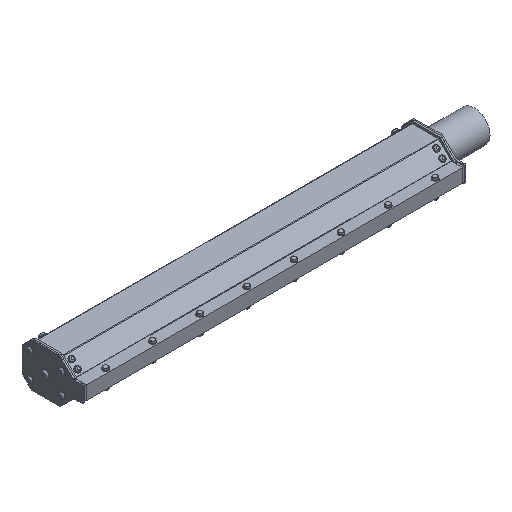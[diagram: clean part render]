
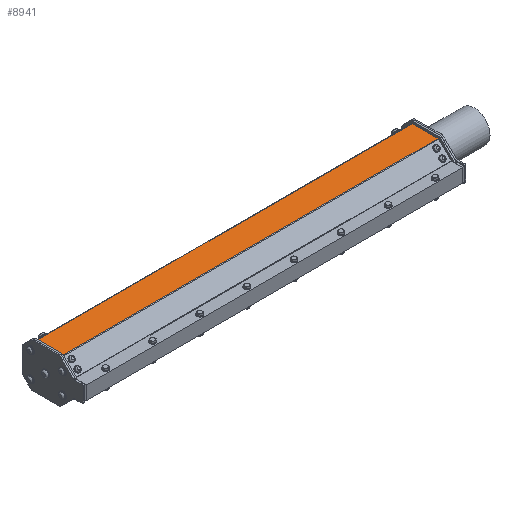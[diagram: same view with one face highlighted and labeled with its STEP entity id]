
A CAD part, isometric view. The second image highlights one B-rep face of the part: STEP entity #8941.
In plain terms, the highlighted planar face has unit normal (0, 0, 1).
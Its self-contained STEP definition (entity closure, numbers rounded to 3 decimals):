
#437=LINE('',#31636,#807);
#471=LINE('',#31749,#841);
#706=LINE('',#33150,#1076);
#708=LINE('',#33153,#1078);
#807=VECTOR('',#10423,0.394);
#841=VECTOR('',#10503,0.394);
#1076=VECTOR('',#11976,0.394);
#1078=VECTOR('',#11980,0.394);
#1313=PLANE('',#9916);
#2391=FACE_OUTER_BOUND('',#3186,.T.);
#3186=EDGE_LOOP('',(#7388,#7389,#7390,#7391));
#4109=VERTEX_POINT('',#31633);
#4110=VERTEX_POINT('',#31635);
#4165=VERTEX_POINT('',#31746);
#4166=VERTEX_POINT('',#31748);
#4958=EDGE_CURVE('',#4110,#4109,#437,.T.);
#5014=EDGE_CURVE('',#4165,#4166,#471,.T.);
#5594=EDGE_CURVE('',#4166,#4109,#706,.T.);
#5596=EDGE_CURVE('',#4110,#4165,#708,.T.);
#7388=ORIENTED_EDGE('',*,*,#5594,.F.);
#7389=ORIENTED_EDGE('',*,*,#5014,.F.);
#7390=ORIENTED_EDGE('',*,*,#5596,.F.);
#7391=ORIENTED_EDGE('',*,*,#4958,.T.);
#8941=ADVANCED_FACE('',(#2391),#1313,.T.);
#9916=AXIS2_PLACEMENT_3D('',#33152,#11978,#11979);
#10423=DIRECTION('',(0.,-1.,0.));
#10503=DIRECTION('',(0.,-1.,0.));
#11976=DIRECTION('',(-1.,0.,0.));
#11978=DIRECTION('center_axis',(0.,0.,
1.));
#11979=DIRECTION('ref_axis',(0.,-1.,0.));
#11980=DIRECTION('',(1.,0.,0.));
#31633=CARTESIAN_POINT('',(-0.381,0.241,1.917));
#31635=CARTESIAN_POINT('',(-0.381,1.879,1.917));
#31636=CARTESIAN_POINT('',(-0.381,1.904,1.917));
#31746=CARTESIAN_POINT('',(23.619,1.879,1.917));
#31748=CARTESIAN_POINT('',(23.619,0.241,1.917));
#31749=CARTESIAN_POINT('',(23.619,1.904,1.917));
#33150=CARTESIAN_POINT('',(-0.381,0.241,1.917));
#33152=CARTESIAN_POINT('Origin',(-0.381,1.904,1.917));
#33153=CARTESIAN_POINT('',(-0.381,1.879,1.917));
